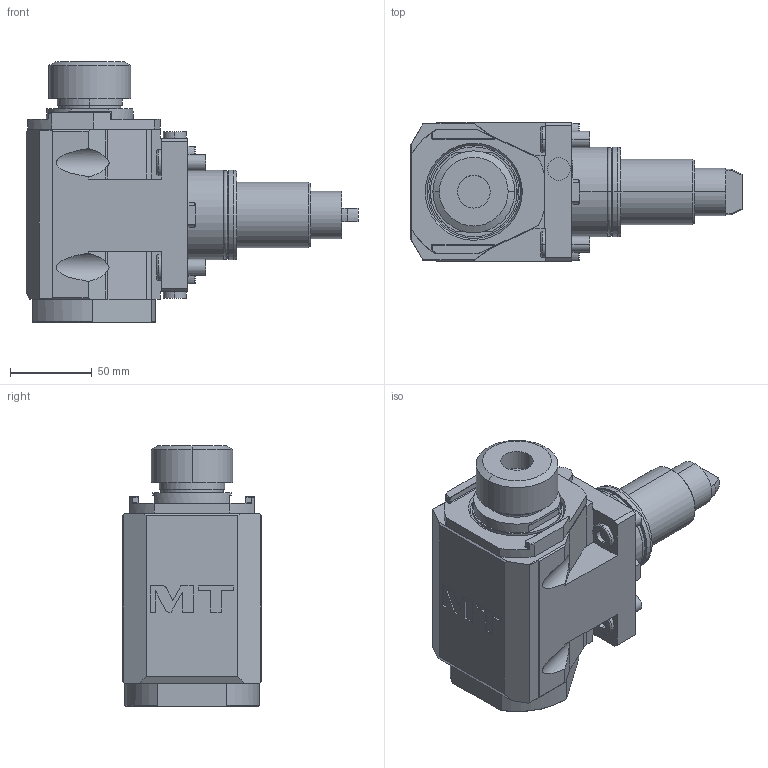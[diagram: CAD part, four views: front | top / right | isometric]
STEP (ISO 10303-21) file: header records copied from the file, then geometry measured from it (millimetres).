
FILE_DESCRIPTION((''),'2;1');
FILE_NAME('DWO0870232_CONF','2023-03-27T16:32:24',('smalpassi'),('M.T. srl'),'CREO PARAMETRIC BY PTC INC, 2021072','CREO PARAMETRIC BY PTC INC, 2021072','');
FILE_SCHEMA(('CONFIG_CONTROL_DESIGN'));
Length unit declared in the file: millimetre
Products named in the file (1): DWO0870232_CONF
Bounding box: 203 x 85 x 159.16 mm (x, y, z)
Volume: 1083123.5 mm3; surface area: 92792.3 mm2
Topology: 1 solids, 1 shells, 310 faces, 763 edges, 496 vertices
Faces by surface type: plane 152, cylinder 110, cone 28, torus 18, extrusion 2
Entity records: 9850 total; most frequent: CARTESIAN_POINT 2390, DIRECTION 1553, ORIENTED_EDGE 1526, EDGE_CURVE 763, AXIS2_PLACEMENT_3D 564, VERTEX_POINT 496, VECTOR 425, LINE 423
